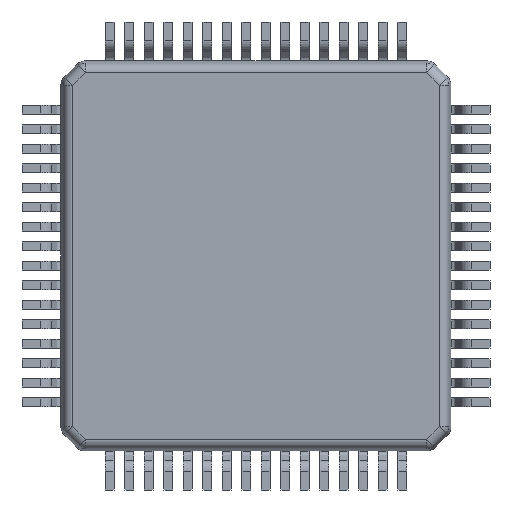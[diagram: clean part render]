
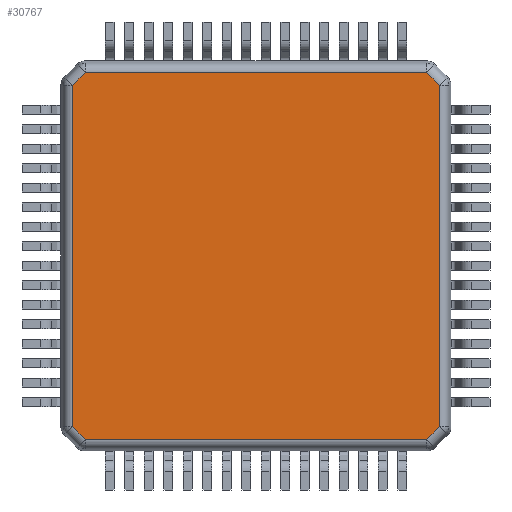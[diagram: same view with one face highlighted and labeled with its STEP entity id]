
A CAD part, front view. The second image highlights one B-rep face of the part: STEP entity #30767.
In plain terms, the highlighted planar face has unit normal (0, -1, 0).
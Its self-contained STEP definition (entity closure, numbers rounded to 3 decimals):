
#30696 = CARTESIAN_POINT ( 'NONE',  ( -4.701, 0.05, 4.376 ) ) ;
#30697 = VERTEX_POINT ( 'NONE', #30696 ) ;
#30698 = CARTESIAN_POINT ( 'NONE',  ( -4.701, 0.05, -4.376 ) ) ;
#30699 = VERTEX_POINT ( 'NONE', #30698 ) ;
#30700 = CARTESIAN_POINT ( 'NONE',  ( -4.701, 0.05, 0. ) ) ;
#30701 = DIRECTION ( 'NONE',  ( 0., 0., -1. ) ) ;
#30702 = VECTOR ( 'NONE', #30701, 1000. ) ;
#30703 = LINE ( 'NONE', #30700, #30702 ) ;
#30704 = EDGE_CURVE ( 'NONE', #30697, #30699, #30703, .T. ) ;
#30705 = ORIENTED_EDGE ( 'NONE', *, *, #30704, .T. ) ;
#30706 = CARTESIAN_POINT ( 'NONE',  ( -4.376, 0.05, -4.701 ) ) ;
#30707 = VERTEX_POINT ( 'NONE', #30706 ) ;
#30708 = CARTESIAN_POINT ( 'NONE',  ( -4.539, 0.05, -4.539 ) ) ;
#30709 = DIRECTION ( 'NONE',  ( 0.707, 0., -0.707 ) ) ;
#30710 = VECTOR ( 'NONE', #30709, 1000. ) ;
#30711 = LINE ( 'NONE', #30708, #30710 ) ;
#30712 = EDGE_CURVE ( 'NONE', #30699, #30707, #30711, .T. ) ;
#30713 = ORIENTED_EDGE ( 'NONE', *, *, #30712, .T. ) ;
#30714 = CARTESIAN_POINT ( 'NONE',  ( 4.376, 0.05, -4.701 ) ) ;
#30715 = VERTEX_POINT ( 'NONE', #30714 ) ;
#30716 = CARTESIAN_POINT ( 'NONE',  ( 0., 0.05, -4.701 ) ) ;
#30717 = DIRECTION ( 'NONE',  ( 1., 0., 0. ) ) ;
#30718 = VECTOR ( 'NONE', #30717, 1000. ) ;
#30719 = LINE ( 'NONE', #30716, #30718 ) ;
#30720 = EDGE_CURVE ( 'NONE', #30707, #30715, #30719, .T. ) ;
#30721 = ORIENTED_EDGE ( 'NONE', *, *, #30720, .T. ) ;
#30722 = CARTESIAN_POINT ( 'NONE',  ( 4.701, 0.05, -4.376 ) ) ;
#30723 = VERTEX_POINT ( 'NONE', #30722 ) ;
#30724 = CARTESIAN_POINT ( 'NONE',  ( 4.539, 0.05, -4.539 ) ) ;
#30725 = DIRECTION ( 'NONE',  ( 0.707, 0., 0.707 ) ) ;
#30726 = VECTOR ( 'NONE', #30725, 1000. ) ;
#30727 = LINE ( 'NONE', #30724, #30726 ) ;
#30728 = EDGE_CURVE ( 'NONE', #30715, #30723, #30727, .T. ) ;
#30729 = ORIENTED_EDGE ( 'NONE', *, *, #30728, .T. ) ;
#30730 = CARTESIAN_POINT ( 'NONE',  ( 4.701, 0.05, 4.376 ) ) ;
#30731 = VERTEX_POINT ( 'NONE', #30730 ) ;
#30732 = CARTESIAN_POINT ( 'NONE',  ( 4.701, 0.05, 0. ) ) ;
#30733 = DIRECTION ( 'NONE',  ( 0., 0., 1. ) ) ;
#30734 = VECTOR ( 'NONE', #30733, 1000. ) ;
#30735 = LINE ( 'NONE', #30732, #30734 ) ;
#30736 = EDGE_CURVE ( 'NONE', #30723, #30731, #30735, .T. ) ;
#30737 = ORIENTED_EDGE ( 'NONE', *, *, #30736, .T. ) ;
#30738 = CARTESIAN_POINT ( 'NONE',  ( 4.376, 0.05, 4.701 ) ) ;
#30739 = VERTEX_POINT ( 'NONE', #30738 ) ;
#30740 = CARTESIAN_POINT ( 'NONE',  ( 4.539, 0.05, 4.539 ) ) ;
#30741 = DIRECTION ( 'NONE',  ( -0.707, 0., 0.707 ) ) ;
#30742 = VECTOR ( 'NONE', #30741, 1000. ) ;
#30743 = LINE ( 'NONE', #30740, #30742 ) ;
#30744 = EDGE_CURVE ( 'NONE', #30731, #30739, #30743, .T. ) ;
#30745 = ORIENTED_EDGE ( 'NONE', *, *, #30744, .T. ) ;
#30746 = CARTESIAN_POINT ( 'NONE',  ( -4.376, 0.05, 4.701 ) ) ;
#30747 = VERTEX_POINT ( 'NONE', #30746 ) ;
#30748 = CARTESIAN_POINT ( 'NONE',  ( 0., 0.05, 4.701 ) ) ;
#30749 = DIRECTION ( 'NONE',  ( -1., 0., 0. ) ) ;
#30750 = VECTOR ( 'NONE', #30749, 1000. ) ;
#30751 = LINE ( 'NONE', #30748, #30750 ) ;
#30752 = EDGE_CURVE ( 'NONE', #30739, #30747, #30751, .T. ) ;
#30753 = ORIENTED_EDGE ( 'NONE', *, *, #30752, .T. ) ;
#30754 = CARTESIAN_POINT ( 'NONE',  ( -4.539, 0.05, 4.539 ) ) ;
#30755 = DIRECTION ( 'NONE',  ( -0.707, 0., -0.707 ) ) ;
#30756 = VECTOR ( 'NONE', #30755, 1000. ) ;
#30757 = LINE ( 'NONE', #30754, #30756 ) ;
#30758 = EDGE_CURVE ( 'NONE', #30747, #30697, #30757, .T. ) ;
#30759 = ORIENTED_EDGE ( 'NONE', *, *, #30758, .T. ) ;
#30760 = EDGE_LOOP ( 'NONE', ( #30705, #30713, #30721, #30729, #30737, #30745, #30753, #30759 ) ) ;
#30761 = FACE_OUTER_BOUND ( 'NONE', #30760, .T. ) ;
#30762 = CARTESIAN_POINT ( 'NONE',  ( 0., 0.05, 0. ) ) ;
#30763 = DIRECTION ( 'NONE',  ( 0., -1., 0. ) ) ;
#30764 = DIRECTION ( 'NONE',  ( 0., 0., -1. ) ) ;
#30765 = AXIS2_PLACEMENT_3D ( 'NONE', #30762, #30763, #30764 ) ;
#30766 = PLANE ( 'NONE', #30765 ) ;
#30767 = ADVANCED_FACE ( 'NONE', ( #30761 ), #30766, .T. ) ;
